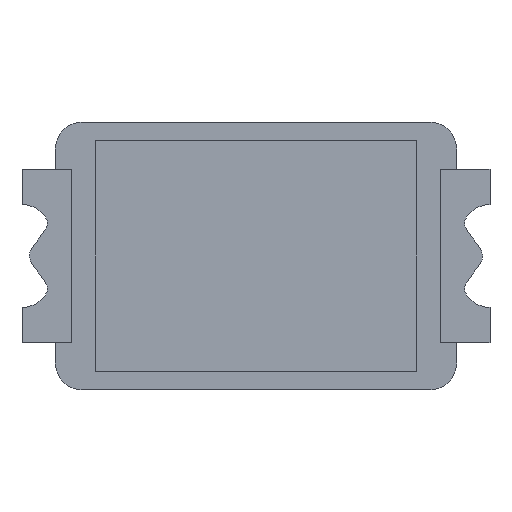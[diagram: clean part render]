
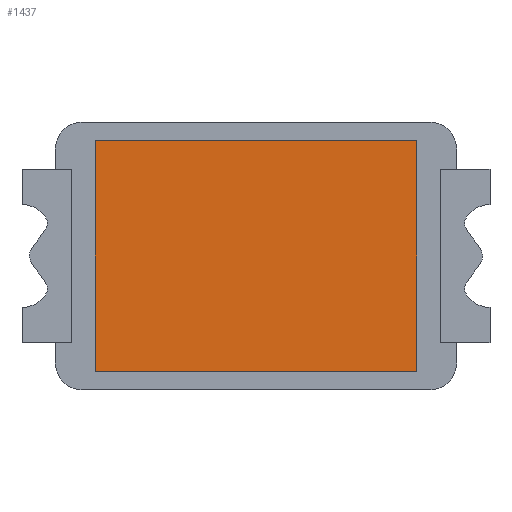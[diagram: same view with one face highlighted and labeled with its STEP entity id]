
A CAD part, front view. The second image highlights one B-rep face of the part: STEP entity #1437.
In plain terms, the highlighted planar face has unit normal (0, -1, 0).
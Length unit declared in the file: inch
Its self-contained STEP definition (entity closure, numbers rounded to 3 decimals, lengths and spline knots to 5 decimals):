
#108 = VECTOR ( 'NONE', #563, 39.37008 ) ;
#242 = ORIENTED_EDGE ( 'NONE', *, *, #695, .T. ) ;
#352 = VECTOR ( 'NONE', #600, 39.37008 ) ;
#413 = LINE ( 'NONE', #2358, #352 ) ;
#551 = LINE ( 'NONE', #1723, #1366 ) ;
#563 = DIRECTION ( 'NONE',  ( -1., 0., 0. ) ) ;
#600 = DIRECTION ( 'NONE',  ( 0., 0., -1. ) ) ;
#695 = EDGE_CURVE ( 'NONE', #1649, #1296, #824, .T. ) ;
#824 = LINE ( 'NONE', #1954, #1456 ) ;
#831 = ORIENTED_EDGE ( 'NONE', *, *, #1270, .T. ) ;
#965 = CARTESIAN_POINT ( 'NONE',  ( -0.04733, -0.00157, 0.03388 ) ) ;
#1130 = DIRECTION ( 'NONE',  ( 1., 0., 0. ) ) ;
#1191 = ORIENTED_EDGE ( 'NONE', *, *, #1735, .T. ) ;
#1205 = DIRECTION ( 'NONE',  ( 0., 1., 0. ) ) ;
#1219 = DIRECTION ( 'NONE',  ( 0., 0., 1. ) ) ;
#1270 = EDGE_CURVE ( 'NONE', #2112, #1649, #551, .T. ) ;
#1296 = VERTEX_POINT ( 'NONE', #1333 ) ;
#1333 = CARTESIAN_POINT ( 'NONE',  ( 0.04733, -0.00157, 0.03388 ) ) ;
#1338 = EDGE_CURVE ( 'NONE', #1296, #1404, #1694, .T. ) ;
#1366 = VECTOR ( 'NONE', #1130, 39.37008 ) ;
#1398 = PLANE ( 'NONE',  #2149 ) ;
#1404 = VERTEX_POINT ( 'NONE', #965 ) ;
#1437 = ADVANCED_FACE ( 'NONE', ( #1597 ), #1398, .F. ) ;
#1456 = VECTOR ( 'NONE', #1219, 39.37008 ) ;
#1597 = FACE_OUTER_BOUND ( 'NONE', #1874, .T. ) ;
#1649 = VERTEX_POINT ( 'NONE', #2288 ) ;
#1683 = CARTESIAN_POINT ( 'NONE',  ( -0.04733, -0.00157, 0.03388 ) ) ;
#1694 = LINE ( 'NONE', #1683, #108 ) ;
#1723 = CARTESIAN_POINT ( 'NONE',  ( -0.04733, -0.00157, -0.03388 ) ) ;
#1735 = EDGE_CURVE ( 'NONE', #1404, #2112, #413, .T. ) ;
#1874 = EDGE_LOOP ( 'NONE', ( #242, #2347, #1191, #831 ) ) ;
#1954 = CARTESIAN_POINT ( 'NONE',  ( 0.04733, -0.00157, -0.03388 ) ) ;
#1989 = DIRECTION ( 'NONE',  ( 0., 0., 1. ) ) ;
#2112 = VERTEX_POINT ( 'NONE', #2328 ) ;
#2149 = AXIS2_PLACEMENT_3D ( 'NONE', #2178, #1205, #1989 ) ;
#2178 = CARTESIAN_POINT ( 'NONE',  ( 0., -0.00157, 0. ) ) ;
#2288 = CARTESIAN_POINT ( 'NONE',  ( 0.04733, -0.00157, -0.03388 ) ) ;
#2328 = CARTESIAN_POINT ( 'NONE',  ( -0.04733, -0.00157, -0.03388 ) ) ;
#2347 = ORIENTED_EDGE ( 'NONE', *, *, #1338, .T. ) ;
#2358 = CARTESIAN_POINT ( 'NONE',  ( -0.04733, -0.00157, -0.03388 ) ) ;
